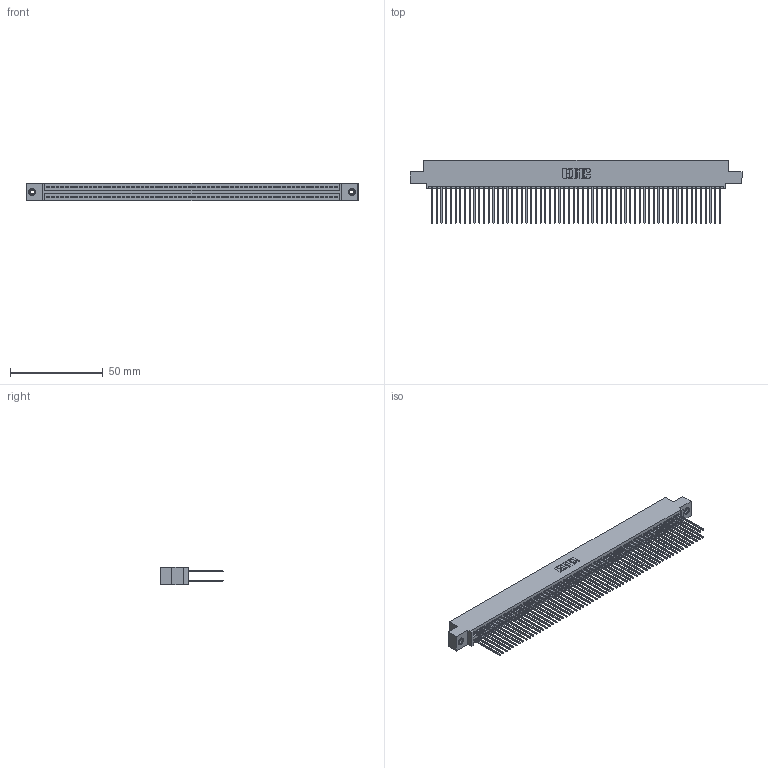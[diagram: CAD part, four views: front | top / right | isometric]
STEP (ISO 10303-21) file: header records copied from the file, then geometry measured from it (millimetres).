
FILE_DESCRIPTION (( 'STEP AP203' ), '1' );
FILE_NAME ('345-124-541-508.STEP', '2019-11-06T18:56:15', ( '' ), ( '' ), 'SwSTEP 2.0', 'SolidWorks 2016', '' );
FILE_SCHEMA (( 'CONFIG_CONTROL_DESIGN' ));
Length unit declared in the file: inch
Products named in the file (4): 345-250-001_345-250-003-102; 345 Part_0.110 Offset - 0.156 Dia-TI; 345-124-541-508; 345-292-001_345-293-141
Assembly tree (127 placements, depth 2):
  345-124-541-508
    345 Part_0.110 Offset - 0.156 Dia-TI
    345-292-001_345-293-141  x124
    345-250-001_345-250-003-102  x2
Bounding box: 178.69 x 33.96 x 9.4 mm (x, y, z)
Volume: 18175.2 mm3; surface area: 30703.8 mm2
Topology: 127 solids, 127 shells, 6390 faces, 18965 edges, 12470 vertices
Faces by surface type: plane 4208, cylinder 2166, cone 12, torus 4
Entity records: 47290 total; most frequent: CARTESIAN_POINT 7891, ORIENTED_EDGE 7818, DIRECTION 6959, EDGE_CURVE 3909, LINE 3509, VECTOR 3509, VERTEX_POINT 2600, AXIS2_PLACEMENT_3D 1725
